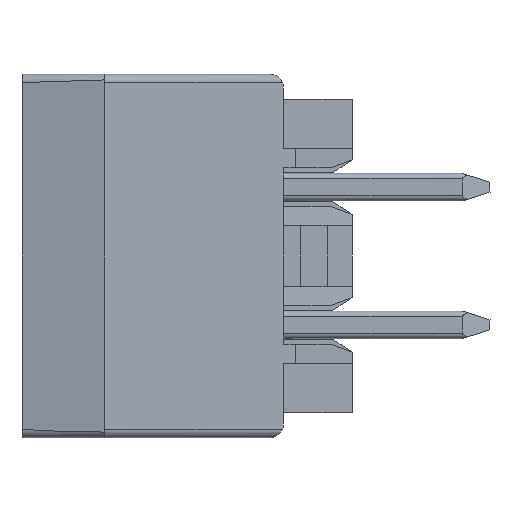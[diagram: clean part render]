
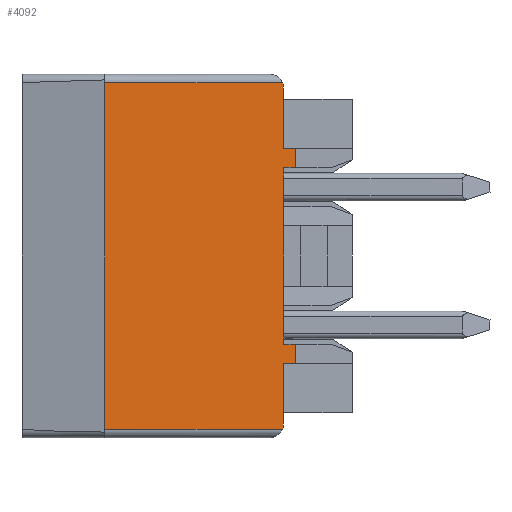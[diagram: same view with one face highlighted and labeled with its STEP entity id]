
A CAD part, left-side view. The second image highlights one B-rep face of the part: STEP entity #4092.
In plain terms, the highlighted planar face has unit normal (-0.999, -0.046, 0).
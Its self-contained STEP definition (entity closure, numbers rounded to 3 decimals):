
#480=DIRECTION('',(0.,0.,-1.));
#481=VECTOR('',#480,1.4);
#482=CARTESIAN_POINT('',(-2.9,2.5,18.2));
#483=LINE('',#482,#481);
#484=DIRECTION('',(0.,0.,-1.));
#485=VECTOR('',#484,1.4);
#486=CARTESIAN_POINT('',(-2.9,2.5,13.2));
#487=LINE('',#486,#485);
#494=DIRECTION('',(0.,0.,-1.));
#495=VECTOR('',#494,12.6);
#496=CARTESIAN_POINT('',(-3.2,9.,21.3));
#497=LINE('',#496,#495);
#924=DIRECTION('',(0.046,-0.999,0.));
#925=VECTOR('',#924,0.434);
#926=CARTESIAN_POINT('',(-2.9,2.5,18.2));
#927=LINE('',#926,#925);
#936=DIRECTION('',(0.,0.,1.));
#937=VECTOR('',#936,0.7);
#938=CARTESIAN_POINT('',(-2.88,2.067,18.2));
#939=LINE('',#938,#937);
#952=DIRECTION('',(-0.046,0.999,0.));
#953=VECTOR('',#952,0.434);
#954=CARTESIAN_POINT('',(-2.88,2.067,18.9));
#955=LINE('',#954,#953);
#1038=DIRECTION('',(0.,0.,1.));
#1039=VECTOR('',#1038,2.2);
#1040=CARTESIAN_POINT('',(-2.9,2.5,18.9));
#1041=LINE('',#1040,#1039);
#1046=CARTESIAN_POINT('',(-2.9,2.5,21.1));
#1047=CARTESIAN_POINT('',(-2.9,2.5,21.123));
#1048=CARTESIAN_POINT('',(-2.9,2.503,21.169));
#1049=CARTESIAN_POINT('',(-2.901,2.517,21.236));
#1050=CARTESIAN_POINT('',(-2.902,2.533,21.279));
#1051=CARTESIAN_POINT('',(-2.902,2.542,21.3));
#1067=DIRECTION('',(-0.046,0.999,0.));
#1068=VECTOR('',#1067,6.465);
#1069=CARTESIAN_POINT('',(-2.902,2.542,21.3));
#1070=LINE('',#1069,#1068);
#1071=CARTESIAN_POINT('',(-3.2,9.,21.3));
#1263=DIRECTION('',(0.046,-0.999,0.));
#1264=VECTOR('',#1263,0.434);
#1265=CARTESIAN_POINT('',(-2.9,2.5,11.1));
#1266=LINE('',#1265,#1264);
#1279=DIRECTION('',(0.,0.,1.));
#1280=VECTOR('',#1279,2.2);
#1281=CARTESIAN_POINT('',(-2.9,2.5,8.9));
#1282=LINE('',#1281,#1280);
#1287=CARTESIAN_POINT('',(-2.902,2.542,8.7));
#1288=CARTESIAN_POINT('',(-2.902,2.533,8.721));
#1289=CARTESIAN_POINT('',(-2.901,2.517,8.764));
#1290=CARTESIAN_POINT('',(-2.9,2.503,8.831));
#1291=CARTESIAN_POINT('',(-2.9,2.5,8.877));
#1292=CARTESIAN_POINT('',(-2.9,2.5,8.9));
#1319=CARTESIAN_POINT('',(-3.2,9.,8.7));
#1321=DIRECTION('',(0.046,-0.999,0.));
#1322=VECTOR('',#1321,6.465);
#1323=CARTESIAN_POINT('',(-3.2,9.,8.7));
#1324=LINE('',#1323,#1322);
#1333=DIRECTION('',(0.,0.,1.));
#1334=VECTOR('',#1333,0.7);
#1335=CARTESIAN_POINT('',(-2.88,2.067,11.1));
#1336=LINE('',#1335,#1334);
#2187=DIRECTION('',(0.,0.,1.));
#2188=VECTOR('',#2187,0.7);
#2189=CARTESIAN_POINT('',(-2.9,2.5,16.1));
#2190=LINE('',#2189,#2188);
#2313=DIRECTION('',(0.,0.,1.));
#2314=VECTOR('',#2313,0.7);
#2315=CARTESIAN_POINT('',(-2.9,2.5,13.2));
#2316=LINE('',#2315,#2314);
#2337=DIRECTION('',(0.,0.,1.));
#2338=VECTOR('',#2337,2.2);
#2339=CARTESIAN_POINT('',(-2.9,2.5,13.9));
#2340=LINE('',#2339,#2338);
#2482=DIRECTION('',(-0.046,0.999,0.));
#2483=VECTOR('',#2482,0.434);
#2484=CARTESIAN_POINT('',(-2.88,2.067,11.8));
#2485=LINE('',#2484,#2483);
#2539=VERTEX_POINT('',#1319);
#2540=CARTESIAN_POINT('',(-2.88,2.067,11.1));
#2541=CARTESIAN_POINT('',(-2.88,2.067,11.8));
#2542=VERTEX_POINT('',#2540);
#2543=VERTEX_POINT('',#2541);
#2544=CARTESIAN_POINT('',(-2.9,2.5,8.9));
#2545=CARTESIAN_POINT('',(-2.9,2.5,11.1));
#2546=VERTEX_POINT('',#2544);
#2547=VERTEX_POINT('',#2545);
#2548=VERTEX_POINT('',#1287);
#2555=CARTESIAN_POINT('',(-2.9,2.5,11.8));
#2556=VERTEX_POINT('',#2555);
#2758=CARTESIAN_POINT('',(-2.9,2.5,13.2));
#2760=VERTEX_POINT('',#2758);
#2763=CARTESIAN_POINT('',(-2.9,2.5,16.1));
#2764=CARTESIAN_POINT('',(-2.9,2.5,16.8));
#2765=VERTEX_POINT('',#2763);
#2766=VERTEX_POINT('',#2764);
#2767=CARTESIAN_POINT('',(-2.9,2.5,13.9));
#2768=VERTEX_POINT('',#2767);
#3028=CARTESIAN_POINT('',(-2.9,2.5,18.2));
#3030=VERTEX_POINT('',#3028);
#3033=VERTEX_POINT('',#1046);
#3034=VERTEX_POINT('',#1051);
#3035=CARTESIAN_POINT('',(-2.9,2.5,18.9));
#3036=VERTEX_POINT('',#3035);
#3037=CARTESIAN_POINT('',(-2.88,2.067,18.2));
#3038=CARTESIAN_POINT('',(-2.88,2.067,18.9));
#3039=VERTEX_POINT('',#3037);
#3040=VERTEX_POINT('',#3038);
#3045=VERTEX_POINT('',#1071);
#4050=CARTESIAN_POINT('',(-3.04,5.533,10.6));
#4051=DIRECTION('',(0.999,0.046,0.));
#4052=DIRECTION('',(-0.046,0.999,0.));
#4053=AXIS2_PLACEMENT_3D('',#4050,#4051,#4052);
#4054=PLANE('',#4053);
#4056=ORIENTED_EDGE('',*,*,#4055,.F.);
#4058=ORIENTED_EDGE('',*,*,#4057,.F.);
#4060=ORIENTED_EDGE('',*,*,#4059,.F.);
#4062=ORIENTED_EDGE('',*,*,#4061,.F.);
#4064=ORIENTED_EDGE('',*,*,#4063,.F.);
#4066=ORIENTED_EDGE('',*,*,#4065,.F.);
#4068=ORIENTED_EDGE('',*,*,#4067,.F.);
#4069=ORIENTED_EDGE('',*,*,#4032,.T.);
#4071=ORIENTED_EDGE('',*,*,#4070,.F.);
#4073=ORIENTED_EDGE('',*,*,#4072,.F.);
#4075=ORIENTED_EDGE('',*,*,#4074,.F.);
#4077=ORIENTED_EDGE('',*,*,#4076,.T.);
#4079=ORIENTED_EDGE('',*,*,#4078,.F.);
#4081=ORIENTED_EDGE('',*,*,#4080,.F.);
#4083=ORIENTED_EDGE('',*,*,#4082,.F.);
#4085=ORIENTED_EDGE('',*,*,#4084,.F.);
#4087=ORIENTED_EDGE('',*,*,#4086,.F.);
#4089=ORIENTED_EDGE('',*,*,#4088,.F.);
#4090=EDGE_LOOP('',(#4056,#4058,#4060,#4062,#4064,#4066,#4068,#4069,#4071,#4073,
#4075,#4077,#4079,#4081,#4083,#4085,#4087,#4089));
#4091=FACE_OUTER_BOUND('',#4090,.F.);
#1052=B_SPLINE_CURVE_WITH_KNOTS('',3,(#1046,#1047,#1048,#1049,#1050,#1051),
.UNSPECIFIED.,.F.,.F.,(4,1,1,4),(0.,0.333,0.667,1.),
.UNSPECIFIED.);
#1293=B_SPLINE_CURVE_WITH_KNOTS('',3,(#1287,#1288,#1289,#1290,#1291,#1292),
.UNSPECIFIED.,.F.,.F.,(4,1,1,4),(0.,0.333,0.667,1.),
.UNSPECIFIED.);
#4032=EDGE_CURVE('',#3030,#2766,#483,.T.);
#4055=EDGE_CURVE('',#3045,#2539,#497,.T.);
#4057=EDGE_CURVE('',#3034,#3045,#1070,.T.);
#4059=EDGE_CURVE('',#3033,#3034,#1052,.T.);
#4061=EDGE_CURVE('',#3036,#3033,#1041,.T.);
#4063=EDGE_CURVE('',#3040,#3036,#955,.T.);
#4065=EDGE_CURVE('',#3039,#3040,#939,.T.);
#4067=EDGE_CURVE('',#3030,#3039,#927,.T.);
#4070=EDGE_CURVE('',#2765,#2766,#2190,.T.);
#4072=EDGE_CURVE('',#2768,#2765,#2340,.T.);
#4074=EDGE_CURVE('',#2760,#2768,#2316,.T.);
#4076=EDGE_CURVE('',#2760,#2556,#487,.T.);
#4078=EDGE_CURVE('',#2543,#2556,#2485,.T.);
#4080=EDGE_CURVE('',#2542,#2543,#1336,.T.);
#4082=EDGE_CURVE('',#2547,#2542,#1266,.T.);
#4084=EDGE_CURVE('',#2546,#2547,#1282,.T.);
#4086=EDGE_CURVE('',#2548,#2546,#1293,.T.);
#4088=EDGE_CURVE('',#2539,#2548,#1324,.T.);
#4092=ADVANCED_FACE('',(#4091),#4054,.F.);
